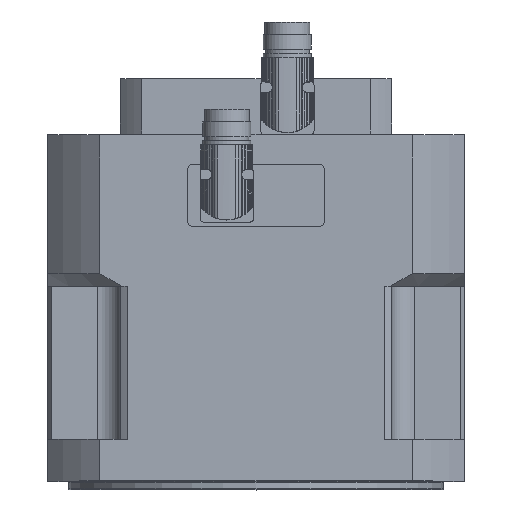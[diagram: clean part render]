
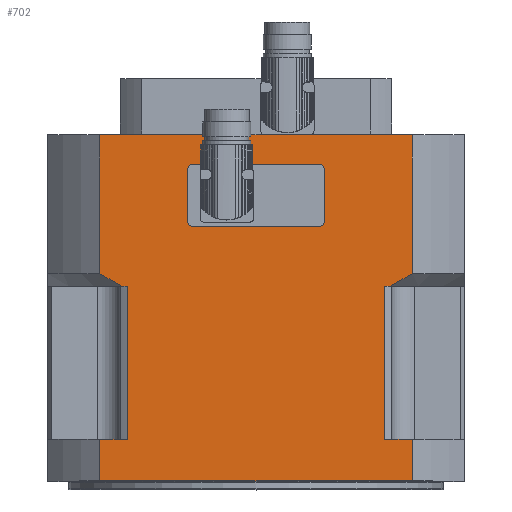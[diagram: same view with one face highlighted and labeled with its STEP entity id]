
A CAD part, top view. The second image highlights one B-rep face of the part: STEP entity #702.
In plain terms, the highlighted planar face has unit normal (0, 0, 1).
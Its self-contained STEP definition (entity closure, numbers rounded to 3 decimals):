
#121=FACE_BOUND('',#1284,.T.);
#434=CIRCLE('',#4902,3.);
#435=CIRCLE('',#4903,3.);
#436=CIRCLE('',#4904,3.);
#437=CIRCLE('',#4905,3.);
#702=ADVANCED_FACE('',(#121,#1034),#971,.T.);
#971=PLANE('',#4906);
#1034=FACE_OUTER_BOUND('',#1285,.T.);
#1284=EDGE_LOOP('',(#1823,#1824,#1825,#1826,#1827,#1828,#1829,#1830));
#1285=EDGE_LOOP('',(#1831,#1832,#1833,#1834,#1835,#1836,#1837,#1838,#1839,
#1840,#1841,#1842,#1843,#1844));
#1621=B_SPLINE_CURVE_WITH_KNOTS('',3,(#6957,#6958,#6959,#6960),.UNSPECIFIED.,
.F.,.F.,(4,4),(0.,1.),.UNSPECIFIED.);
#1622=B_SPLINE_CURVE_WITH_KNOTS('',3,(#6968,#6969,#6970,#6971),.UNSPECIFIED.,
.F.,.F.,(4,4),(0.,1.),.UNSPECIFIED.);
#1823=ORIENTED_EDGE('',*,*,#3698,.F.);
#1824=ORIENTED_EDGE('',*,*,#3699,.F.);
#1825=ORIENTED_EDGE('',*,*,#3700,.F.);
#1826=ORIENTED_EDGE('',*,*,#3701,.T.);
#1827=ORIENTED_EDGE('',*,*,#3702,.F.);
#1828=ORIENTED_EDGE('',*,*,#3703,.T.);
#1829=ORIENTED_EDGE('',*,*,#3704,.F.);
#1830=ORIENTED_EDGE('',*,*,#3705,.F.);
#1831=ORIENTED_EDGE('',*,*,#3706,.T.);
#1832=ORIENTED_EDGE('',*,*,#3707,.T.);
#1833=ORIENTED_EDGE('',*,*,#3708,.F.);
#1834=ORIENTED_EDGE('',*,*,#3709,.F.);
#1835=ORIENTED_EDGE('',*,*,#3710,.F.);
#1836=ORIENTED_EDGE('',*,*,#3711,.T.);
#1837=ORIENTED_EDGE('',*,*,#3712,.T.);
#1838=ORIENTED_EDGE('',*,*,#3713,.F.);
#1839=ORIENTED_EDGE('',*,*,#3714,.T.);
#1840=ORIENTED_EDGE('',*,*,#3659,.F.);
#1841=ORIENTED_EDGE('',*,*,#3715,.F.);
#1842=ORIENTED_EDGE('',*,*,#3716,.F.);
#1843=ORIENTED_EDGE('',*,*,#3717,.T.);
#1844=ORIENTED_EDGE('',*,*,#3718,.F.);
#3163=VERTEX_POINT('',#6842);
#3164=VERTEX_POINT('',#6844);
#3199=VERTEX_POINT('',#6939);
#3200=VERTEX_POINT('',#6940);
#3201=VERTEX_POINT('',#6942);
#3202=VERTEX_POINT('',#6944);
#3203=VERTEX_POINT('',#6946);
#3204=VERTEX_POINT('',#6948);
#3205=VERTEX_POINT('',#6950);
#3206=VERTEX_POINT('',#6952);
#3207=VERTEX_POINT('',#6955);
#3208=VERTEX_POINT('',#6956);
#3209=VERTEX_POINT('',#6961);
#3210=VERTEX_POINT('',#6963);
#3211=VERTEX_POINT('',#6965);
#3212=VERTEX_POINT('',#6967);
#3213=VERTEX_POINT('',#6972);
#3214=VERTEX_POINT('',#6974);
#3215=VERTEX_POINT('',#6976);
#3216=VERTEX_POINT('',#6979);
#3217=VERTEX_POINT('',#6981);
#3218=VERTEX_POINT('',#6983);
#3659=EDGE_CURVE('',#3164,#3163,#4348,.T.);
#3698=EDGE_CURVE('',#3199,#3200,#434,.T.);
#3699=EDGE_CURVE('',#3201,#3199,#4373,.T.);
#3700=EDGE_CURVE('',#3202,#3201,#435,.T.);
#3701=EDGE_CURVE('',#3202,#3203,#4374,.T.);
#3702=EDGE_CURVE('',#3204,#3203,#436,.T.);
#3703=EDGE_CURVE('',#3204,#3205,#4375,.T.);
#3704=EDGE_CURVE('',#3206,#3205,#437,.T.);
#3705=EDGE_CURVE('',#3200,#3206,#4376,.T.);
#3706=EDGE_CURVE('',#3207,#3208,#4377,.T.);
#3707=EDGE_CURVE('',#3208,#3209,#1621,.T.);
#3708=EDGE_CURVE('',#3210,#3209,#4378,.T.);
#3709=EDGE_CURVE('',#3211,#3210,#4379,.T.);
#3710=EDGE_CURVE('',#3212,#3211,#4380,.T.);
#3711=EDGE_CURVE('',#3212,#3213,#1622,.T.);
#3712=EDGE_CURVE('',#3213,#3214,#4381,.T.);
#3713=EDGE_CURVE('',#3215,#3214,#4382,.T.);
#3714=EDGE_CURVE('',#3215,#3163,#4383,.T.);
#3715=EDGE_CURVE('',#3216,#3164,#4384,.T.);
#3716=EDGE_CURVE('',#3217,#3216,#4385,.T.);
#3717=EDGE_CURVE('',#3217,#3218,#4386,.T.);
#3718=EDGE_CURVE('',#3207,#3218,#4387,.T.);
#4348=LINE('',#6845,#4620);
#4373=LINE('',#6941,#4645);
#4374=LINE('',#6945,#4646);
#4375=LINE('',#6949,#4647);
#4376=LINE('',#6953,#4648);
#4377=LINE('',#6954,#4649);
#4378=LINE('',#6962,#4650);
#4379=LINE('',#6964,#4651);
#4380=LINE('',#6966,#4652);
#4381=LINE('',#6973,#4653);
#4382=LINE('',#6975,#4654);
#4383=LINE('',#6977,#4655);
#4384=LINE('',#6978,#4656);
#4385=LINE('',#6980,#4657);
#4386=LINE('',#6982,#4658);
#4387=LINE('',#6984,#4659);
#4620=VECTOR('',#5451,1.);
#4645=VECTOR('',#5514,1.);
#4646=VECTOR('',#5517,1.);
#4647=VECTOR('',#5520,1.);
#4648=VECTOR('',#5523,1.);
#4649=VECTOR('',#5524,1.);
#4650=VECTOR('',#5525,1.);
#4651=VECTOR('',#5526,1.);
#4652=VECTOR('',#5527,1.);
#4653=VECTOR('',#5528,1.);
#4654=VECTOR('',#5529,1.);
#4655=VECTOR('',#5530,1.);
#4656=VECTOR('',#5531,1.);
#4657=VECTOR('',#5532,1.);
#4658=VECTOR('',#5533,1.);
#4659=VECTOR('',#5534,1.);
#4902=AXIS2_PLACEMENT_3D('',#6938,#5512,#5513);
#4903=AXIS2_PLACEMENT_3D('',#6943,#5515,#5516);
#4904=AXIS2_PLACEMENT_3D('',#6947,#5518,#5519);
#4905=AXIS2_PLACEMENT_3D('',#6951,#5521,#5522);
#4906=AXIS2_PLACEMENT_3D('',#6985,#5535,#5536);
#5451=DIRECTION('',(0.,1.,0.));
#5512=DIRECTION('',(0.,0.,1.));
#5513=DIRECTION('',(1.,0.,0.));
#5514=DIRECTION('',(0.,1.,0.));
#5515=DIRECTION('',(0.,0.,1.));
#5516=DIRECTION('',(1.,0.,0.));
#5517=DIRECTION('',(-1.,0.,0.));
#5518=DIRECTION('',(0.,0.,1.));
#5519=DIRECTION('',(1.,0.,0.));
#5520=DIRECTION('',(0.,1.,0.));
#5521=DIRECTION('',(0.,0.,1.));
#5522=DIRECTION('',(1.,0.,0.));
#5523=DIRECTION('',(-1.,0.,0.));
#5524=DIRECTION('',(1.,0.,0.));
#5525=DIRECTION('',(0.,-1.,0.));
#5526=DIRECTION('',(1.,0.,0.));
#5527=DIRECTION('',(0.,1.,0.));
#5528=DIRECTION('',(1.,0.,0.));
#5529=DIRECTION('',(0.,1.,0.));
#5530=DIRECTION('',(-1.,0.,0.));
#5531=DIRECTION('',(-1.,0.,0.));
#5532=DIRECTION('',(0.,-1.,0.));
#5533=DIRECTION('',(-1.,0.,0.));
#5534=DIRECTION('',(0.,-1.,0.));
#5535=DIRECTION('',(0.,0.,1.));
#5536=DIRECTION('',(1.,0.,0.));
#6842=CARTESIAN_POINT('',(-10.,19.5,165.));
#6844=CARTESIAN_POINT('',(-10.,-0.5,165.));
#6845=CARTESIAN_POINT('',(-10.,-0.5,165.));
#6938=CARTESIAN_POINT('',(95.,148.5,165.));
#6939=CARTESIAN_POINT('',(98.,148.5,165.));
#6940=CARTESIAN_POINT('',(95.,151.5,165.));
#6941=CARTESIAN_POINT('',(98.,124.5,165.));
#6942=CARTESIAN_POINT('',(98.,124.5,165.));
#6943=CARTESIAN_POINT('',(95.,124.5,165.));
#6944=CARTESIAN_POINT('',(95.,121.5,165.));
#6945=CARTESIAN_POINT('',(95.,121.5,165.));
#6946=CARTESIAN_POINT('',(35.,121.5,165.));
#6947=CARTESIAN_POINT('',(35.,124.5,165.));
#6948=CARTESIAN_POINT('',(32.,124.5,165.));
#6949=CARTESIAN_POINT('',(32.,124.5,165.));
#6950=CARTESIAN_POINT('',(32.,148.5,165.));
#6951=CARTESIAN_POINT('',(35.,148.5,165.));
#6952=CARTESIAN_POINT('',(35.,151.5,165.));
#6953=CARTESIAN_POINT('',(95.,151.5,165.));
#6954=CARTESIAN_POINT('',(-35.,93.,165.));
#6955=CARTESIAN_POINT('',(126.695,93.,165.));
#6956=CARTESIAN_POINT('',(129.506,93.,165.));
#6957=CARTESIAN_POINT('',(129.506,93.,165.));
#6958=CARTESIAN_POINT('',(133.049,94.921,165.));
#6959=CARTESIAN_POINT('',(136.544,96.926,165.));
#6960=CARTESIAN_POINT('',(140.,99.,165.));
#6961=CARTESIAN_POINT('',(140.,99.,165.));
#6962=CARTESIAN_POINT('',(140.,165.5,165.));
#6963=CARTESIAN_POINT('',(140.,165.5,165.));
#6964=CARTESIAN_POINT('',(-35.,165.5,165.));
#6965=CARTESIAN_POINT('',(-10.,165.5,165.));
#6966=CARTESIAN_POINT('',(-10.,165.5,165.));
#6967=CARTESIAN_POINT('',(-10.,99.,165.));
#6968=CARTESIAN_POINT('',(-10.,99.,165.));
#6969=CARTESIAN_POINT('',(-6.544,96.926,165.));
#6970=CARTESIAN_POINT('',(-3.049,94.921,165.));
#6971=CARTESIAN_POINT('',(0.494,93.,165.));
#6972=CARTESIAN_POINT('',(0.494,93.,165.));
#6973=CARTESIAN_POINT('',(-35.,93.,165.));
#6974=CARTESIAN_POINT('',(3.305,93.,165.));
#6975=CARTESIAN_POINT('',(3.305,93.,165.));
#6976=CARTESIAN_POINT('',(3.305,19.5,165.));
#6977=CARTESIAN_POINT('',(65.,19.5,165.));
#6978=CARTESIAN_POINT('',(65.,-0.5,165.));
#6979=CARTESIAN_POINT('',(140.,-0.5,165.));
#6980=CARTESIAN_POINT('',(140.,-0.5,165.));
#6981=CARTESIAN_POINT('',(140.,19.5,165.));
#6982=CARTESIAN_POINT('',(65.,19.5,165.));
#6983=CARTESIAN_POINT('',(126.695,19.5,165.));
#6984=CARTESIAN_POINT('',(126.695,93.,165.));
#6985=CARTESIAN_POINT('',(65.,46.25,165.));
